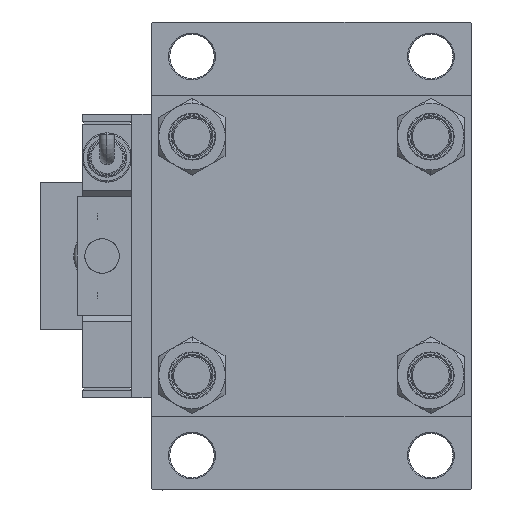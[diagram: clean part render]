
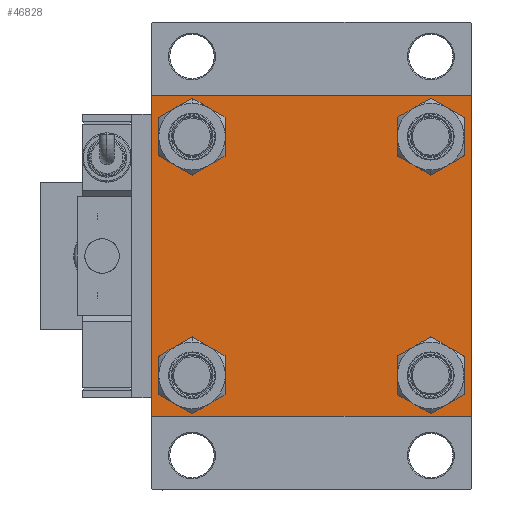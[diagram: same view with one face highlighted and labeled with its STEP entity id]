
A CAD part, left-side view. The second image highlights one B-rep face of the part: STEP entity #46828.
In plain terms, the highlighted planar face has unit normal (-1, 0, 0).
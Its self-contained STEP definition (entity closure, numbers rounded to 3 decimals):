
#518 = CARTESIAN_POINT ( 'NONE',  ( 0., 48.45, 48.45 ) ) ;
#1149 = CIRCLE ( 'NONE', #28168, 8.5 ) ;
#1410 = VERTEX_POINT ( 'NONE', #24954 ) ;
#2689 = AXIS2_PLACEMENT_3D ( 'NONE', #13624, #30542, #22361 ) ;
#2893 = ORIENTED_EDGE ( 'NONE', *, *, #11181, .T. ) ;
#2925 = FACE_BOUND ( 'NONE', #46018, .T. ) ;
#3332 = CIRCLE ( 'NONE', #38209, 8.5 ) ;
#4498 = EDGE_CURVE ( 'NONE', #12759, #8706, #8457, .T. ) ;
#5221 = LINE ( 'NONE', #21882, #33212 ) ;
#5474 = VECTOR ( 'NONE', #46129, 1000. ) ;
#5533 = CARTESIAN_POINT ( 'NONE',  ( 0., 64.5, -65. ) ) ;
#6250 = EDGE_CURVE ( 'NONE', #7266, #25504, #12167, .T. ) ;
#6451 = VERTEX_POINT ( 'NONE', #51929 ) ;
#6830 = DIRECTION ( 'NONE',  ( 0., -1., 0. ) ) ;
#6871 = EDGE_CURVE ( 'NONE', #1410, #26293, #47351, .T. ) ;
#7027 = FACE_BOUND ( 'NONE', #23641, .T. ) ;
#7097 = CARTESIAN_POINT ( 'NONE',  ( 0., 65., 65. ) ) ;
#7221 = AXIS2_PLACEMENT_3D ( 'NONE', #518, #33551, #12281 ) ;
#7266 = VERTEX_POINT ( 'NONE', #45349 ) ;
#7617 = DIRECTION ( 'NONE',  ( 0., 0., 1. ) ) ;
#7988 = CARTESIAN_POINT ( 'NONE',  ( 0., 48.45, 48.45 ) ) ;
#8038 = ORIENTED_EDGE ( 'NONE', *, *, #15239, .T. ) ;
#8270 = EDGE_CURVE ( 'NONE', #6451, #24591, #1149, .T. ) ;
#8422 = DIRECTION ( 'NONE',  ( 0., 0., 1. ) ) ;
#8455 = VECTOR ( 'NONE', #6830, 1000. ) ;
#8457 = LINE ( 'NONE', #29990, #5474 ) ;
#8706 = VERTEX_POINT ( 'NONE', #30025 ) ;
#8713 = ORIENTED_EDGE ( 'NONE', *, *, #50884, .T. ) ;
#8822 = ORIENTED_EDGE ( 'NONE', *, *, #12526, .T. ) ;
#9054 = CARTESIAN_POINT ( 'NONE',  ( 0., 48.45, -39.95 ) ) ;
#11122 = FACE_BOUND ( 'NONE', #28811, .T. ) ;
#11181 = EDGE_CURVE ( 'NONE', #46064, #13815, #23937, .T. ) ;
#11577 = VERTEX_POINT ( 'NONE', #5533 ) ;
#11812 = VECTOR ( 'NONE', #33600, 1000. ) ;
#12110 = ORIENTED_EDGE ( 'NONE', *, *, #25289, .T. ) ;
#12141 = DIRECTION ( 'NONE',  ( 0., -1., 0. ) ) ;
#12167 = LINE ( 'NONE', #48514, #18510 ) ;
#12281 = DIRECTION ( 'NONE',  ( 0., 0., 1. ) ) ;
#12432 = AXIS2_PLACEMENT_3D ( 'NONE', #28567, #20105, #32921 ) ;
#12526 = EDGE_CURVE ( 'NONE', #34904, #11577, #29504, .T. ) ;
#12612 = VECTOR ( 'NONE', #12141, 1000. ) ;
#12759 = VERTEX_POINT ( 'NONE', #46988 ) ;
#12814 = EDGE_CURVE ( 'NONE', #7266, #8706, #22928, .T. ) ;
#12832 = ORIENTED_EDGE ( 'NONE', *, *, #4498, .T. ) ;
#13589 = LINE ( 'NONE', #47731, #53989 ) ;
#13624 = CARTESIAN_POINT ( 'NONE',  ( 0., 48.45, -48.45 ) ) ;
#13815 = VERTEX_POINT ( 'NONE', #31581 ) ;
#14397 = PLANE ( 'NONE',  #50129 ) ;
#15239 = EDGE_CURVE ( 'NONE', #11577, #46064, #49562, .T. ) ;
#15365 = CARTESIAN_POINT ( 'NONE',  ( 0., -48.45, 56.95 ) ) ;
#15889 = CARTESIAN_POINT ( 'NONE',  ( 0., 64.75, -64.75 ) ) ;
#17263 = CARTESIAN_POINT ( 'NONE',  ( 0., 48.45, 56.95 ) ) ;
#17969 = DIRECTION ( 'NONE',  ( 0., 0., -1. ) ) ;
#18510 = VECTOR ( 'NONE', #28809, 1000. ) ;
#19039 = CARTESIAN_POINT ( 'NONE',  ( 0., 0., 0. ) ) ;
#20105 = DIRECTION ( 'NONE',  ( 1., 0., 0. ) ) ;
#21882 = CARTESIAN_POINT ( 'NONE',  ( 0., 65., 65. ) ) ;
#22361 = DIRECTION ( 'NONE',  ( 0., 0., 1. ) ) ;
#22391 = CARTESIAN_POINT ( 'NONE',  ( 0., 48.45, 39.95 ) ) ;
#22463 = VERTEX_POINT ( 'NONE', #43432 ) ;
#22860 = DIRECTION ( 'NONE',  ( -1., 0., 0. ) ) ;
#22928 = LINE ( 'NONE', #7097, #8455 ) ;
#23641 = EDGE_LOOP ( 'NONE', ( #45269, #40364 ) ) ;
#23661 = VERTEX_POINT ( 'NONE', #15365 ) ;
#23793 = AXIS2_PLACEMENT_3D ( 'NONE', #45026, #24523, #7617 ) ;
#23937 = LINE ( 'NONE', #40591, #23958 ) ;
#23958 = VECTOR ( 'NONE', #53172, 1000. ) ;
#24479 = EDGE_CURVE ( 'NONE', #26293, #1410, #34690, .T. ) ;
#24523 = DIRECTION ( 'NONE',  ( 1., 0., 0. ) ) ;
#24591 = VERTEX_POINT ( 'NONE', #9054 ) ;
#24641 = DIRECTION ( 'NONE',  ( 0., 0., 1. ) ) ;
#24954 = CARTESIAN_POINT ( 'NONE',  ( 0., -48.45, -56.95 ) ) ;
#25289 = EDGE_CURVE ( 'NONE', #23661, #22463, #3332, .T. ) ;
#25504 = VERTEX_POINT ( 'NONE', #52557 ) ;
#26293 = VERTEX_POINT ( 'NONE', #44772 ) ;
#26384 = ORIENTED_EDGE ( 'NONE', *, *, #31206, .T. ) ;
#26477 = EDGE_CURVE ( 'NONE', #12759, #13815, #13589, .T. ) ;
#26721 = ORIENTED_EDGE ( 'NONE', *, *, #42299, .T. ) ;
#27396 = DIRECTION ( 'NONE',  ( 0., 0., 1. ) ) ;
#28168 = AXIS2_PLACEMENT_3D ( 'NONE', #37491, #46491, #38027 ) ;
#28461 = ORIENTED_EDGE ( 'NONE', *, *, #6250, .T. ) ;
#28567 = CARTESIAN_POINT ( 'NONE',  ( 0., -48.45, 48.45 ) ) ;
#28809 = DIRECTION ( 'NONE',  ( 0., 0.707, -0.707 ) ) ;
#28811 = EDGE_LOOP ( 'NONE', ( #12110, #38837 ) ) ;
#29197 = ORIENTED_EDGE ( 'NONE', *, *, #31041, .T. ) ;
#29504 = LINE ( 'NONE', #15889, #11812 ) ;
#29574 = CARTESIAN_POINT ( 'NONE',  ( 0., 65., -65. ) ) ;
#29990 = CARTESIAN_POINT ( 'NONE',  ( 0., -64.75, 64.75 ) ) ;
#30025 = CARTESIAN_POINT ( 'NONE',  ( 0., -64.5, 65. ) ) ;
#30542 = DIRECTION ( 'NONE',  ( 1., 0., 0. ) ) ;
#31041 = EDGE_CURVE ( 'NONE', #25504, #34904, #5221, .T. ) ;
#31045 = FACE_BOUND ( 'NONE', #45271, .T. ) ;
#31206 = EDGE_CURVE ( 'NONE', #24591, #6451, #31437, .T. ) ;
#31437 = CIRCLE ( 'NONE', #2689, 8.5 ) ;
#31575 = DIRECTION ( 'NONE',  ( 0., 0., 1. ) ) ;
#31581 = CARTESIAN_POINT ( 'NONE',  ( 0., -65., -64.5 ) ) ;
#32537 = EDGE_LOOP ( 'NONE', ( #29197, #8822, #8038, #2893, #44536, #12832, #34086, #28461 ) ) ;
#32921 = DIRECTION ( 'NONE',  ( 0., 0., 1. ) ) ;
#33117 = CARTESIAN_POINT ( 'NONE',  ( 0., -64.5, -65. ) ) ;
#33212 = VECTOR ( 'NONE', #38539, 1000. ) ;
#33551 = DIRECTION ( 'NONE',  ( 1., 0., 0. ) ) ;
#33600 = DIRECTION ( 'NONE',  ( 0., -0.707, -0.707 ) ) ;
#33987 = VERTEX_POINT ( 'NONE', #22391 ) ;
#34086 = ORIENTED_EDGE ( 'NONE', *, *, #12814, .F. ) ;
#34690 = CIRCLE ( 'NONE', #40792, 8.5 ) ;
#34904 = VERTEX_POINT ( 'NONE', #47798 ) ;
#35852 = DIRECTION ( 'NONE',  ( 1., 0., 0. ) ) ;
#35976 = CIRCLE ( 'NONE', #7221, 8.5 ) ;
#36827 = DIRECTION ( 'NONE',  ( 1., 0., 0. ) ) ;
#37363 = CARTESIAN_POINT ( 'NONE',  ( 0., -48.45, 48.45 ) ) ;
#37491 = CARTESIAN_POINT ( 'NONE',  ( 0., 48.45, -48.45 ) ) ;
#38027 = DIRECTION ( 'NONE',  ( 0., 0., 1. ) ) ;
#38209 = AXIS2_PLACEMENT_3D ( 'NONE', #37363, #36827, #8422 ) ;
#38539 = DIRECTION ( 'NONE',  ( 0., 0., -1. ) ) ;
#38588 = CIRCLE ( 'NONE', #12432, 8.5 ) ;
#38837 = ORIENTED_EDGE ( 'NONE', *, *, #39186, .T. ) ;
#39186 = EDGE_CURVE ( 'NONE', #22463, #23661, #38588, .T. ) ;
#39681 = CARTESIAN_POINT ( 'NONE',  ( 0., -48.45, -48.45 ) ) ;
#40334 = FACE_OUTER_BOUND ( 'NONE', #32537, .T. ) ;
#40364 = ORIENTED_EDGE ( 'NONE', *, *, #6871, .T. ) ;
#40591 = CARTESIAN_POINT ( 'NONE',  ( 0., -64.75, -64.75 ) ) ;
#40792 = AXIS2_PLACEMENT_3D ( 'NONE', #39681, #35852, #27396 ) ;
#42299 = EDGE_CURVE ( 'NONE', #45092, #33987, #35976, .T. ) ;
#43432 = CARTESIAN_POINT ( 'NONE',  ( 0., -48.45, 39.95 ) ) ;
#44536 = ORIENTED_EDGE ( 'NONE', *, *, #26477, .F. ) ;
#44772 = CARTESIAN_POINT ( 'NONE',  ( 0., -48.45, -39.95 ) ) ;
#45026 = CARTESIAN_POINT ( 'NONE',  ( 0., -48.45, -48.45 ) ) ;
#45092 = VERTEX_POINT ( 'NONE', #17263 ) ;
#45269 = ORIENTED_EDGE ( 'NONE', *, *, #24479, .T. ) ;
#45271 = EDGE_LOOP ( 'NONE', ( #26721, #8713 ) ) ;
#45349 = CARTESIAN_POINT ( 'NONE',  ( 0., 64.5, 65. ) ) ;
#45920 = AXIS2_PLACEMENT_3D ( 'NONE', #7988, #50039, #24641 ) ;
#46018 = EDGE_LOOP ( 'NONE', ( #26384, #46731 ) ) ;
#46064 = VERTEX_POINT ( 'NONE', #33117 ) ;
#46129 = DIRECTION ( 'NONE',  ( 0., 0.707, 0.707 ) ) ;
#46491 = DIRECTION ( 'NONE',  ( 1., 0., 0. ) ) ;
#46731 = ORIENTED_EDGE ( 'NONE', *, *, #8270, .T. ) ;
#46828 = ADVANCED_FACE ( 'NONE', ( #11122, #7027, #2925, #31045, #40334 ), #14397, .T. ) ;
#46988 = CARTESIAN_POINT ( 'NONE',  ( 0., -65., 64.5 ) ) ;
#47351 = CIRCLE ( 'NONE', #23793, 8.5 ) ;
#47731 = CARTESIAN_POINT ( 'NONE',  ( 0., -65., 65. ) ) ;
#47798 = CARTESIAN_POINT ( 'NONE',  ( 0., 65., -64.5 ) ) ;
#48514 = CARTESIAN_POINT ( 'NONE',  ( 0., 64.75, 64.75 ) ) ;
#49562 = LINE ( 'NONE', #29574, #12612 ) ;
#50039 = DIRECTION ( 'NONE',  ( 1., 0., 0. ) ) ;
#50129 = AXIS2_PLACEMENT_3D ( 'NONE', #19039, #22860, #31575 ) ;
#50884 = EDGE_CURVE ( 'NONE', #33987, #45092, #53770, .T. ) ;
#51929 = CARTESIAN_POINT ( 'NONE',  ( 0., 48.45, -56.95 ) ) ;
#52557 = CARTESIAN_POINT ( 'NONE',  ( 0., 65., 64.5 ) ) ;
#53172 = DIRECTION ( 'NONE',  ( 0., -0.707, 0.707 ) ) ;
#53770 = CIRCLE ( 'NONE', #45920, 8.5 ) ;
#53989 = VECTOR ( 'NONE', #17969, 1000. ) ;
